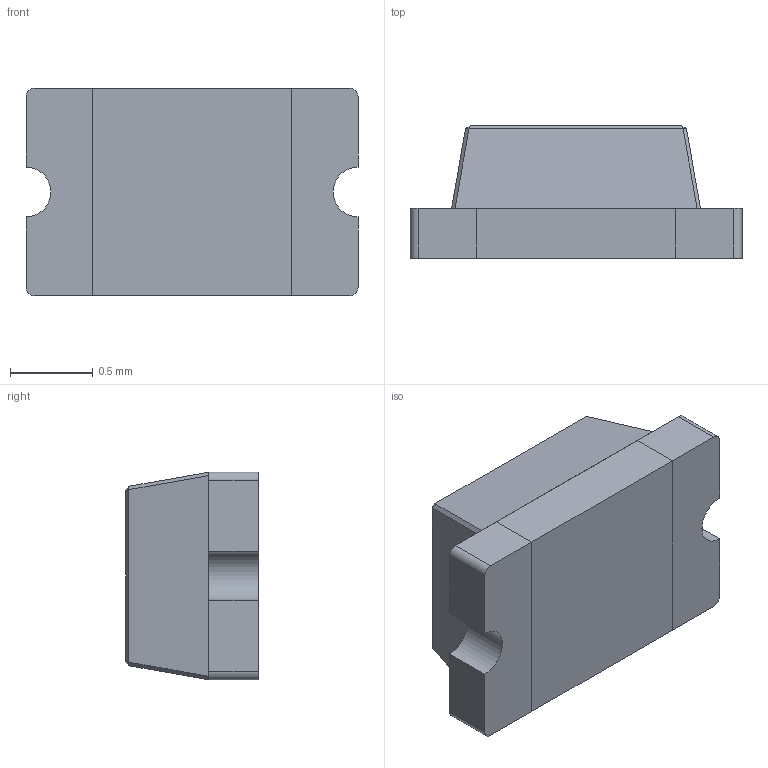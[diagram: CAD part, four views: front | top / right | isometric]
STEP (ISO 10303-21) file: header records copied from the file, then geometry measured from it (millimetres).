
FILE_DESCRIPTION (( 'STEP AP214' ), '1' );
FILE_NAME ('0805 Chip SMD LED (2x1.2mm).STEP', '2018-11-06T21:08:54', ( 'M.B.I.' ), ( '' ), 'SwSTEP 2.0', '', '' );
FILE_SCHEMA (( 'AUTOMOTIVE_DESIGN' ));
Length unit declared in the file: millimetre
Products named in the file (1): 0805 Chip SMD LED (2x1.2mm)
Bounding box: 2 x 0.8 x 1.25 mm (x, y, z)
Volume: 1.6 mm3; surface area: 19.1 mm2
Topology: 6 solids, 6 shells, 120 faces, 293 edges, 190 vertices
Faces by surface type: plane 96, cylinder 18, bspline 6
Entity records: 4812 total; most frequent: CARTESIAN_POINT 1234, ORIENTED_EDGE 586, DIRECTION 549, EDGE_CURVE 293, VECTOR 239, LINE 239, VERTEX_POINT 190, AXIS2_PLACEMENT_3D 155
